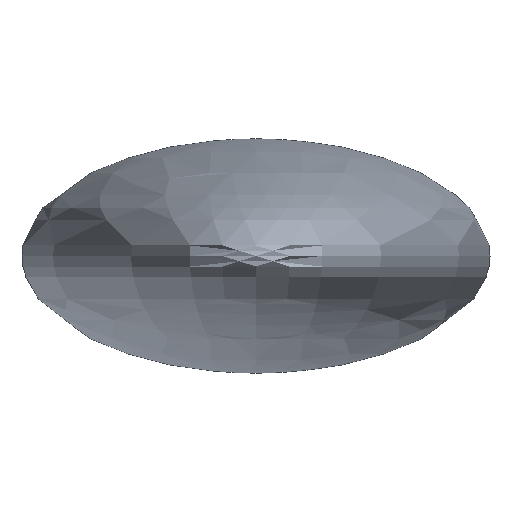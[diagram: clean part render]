
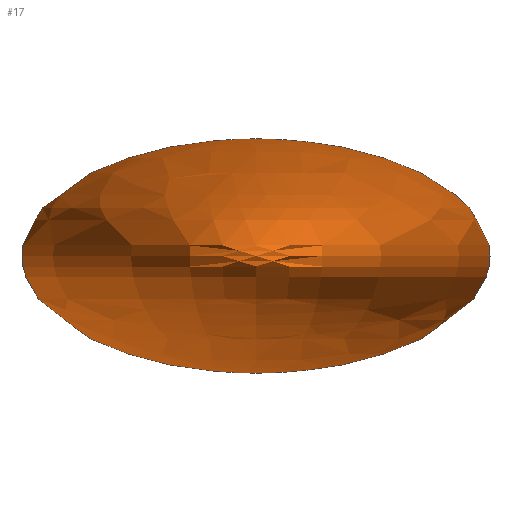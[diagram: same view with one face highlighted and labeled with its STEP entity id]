
A CAD part, left-side view. The second image highlights one B-rep face of the part: STEP entity #17.
In plain terms, the highlighted free-form (B-spline) face has degree [2, 2] with [7, 5] control points.
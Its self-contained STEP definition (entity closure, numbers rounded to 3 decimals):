
#17 = ADVANCED_FACE('',(#18),#22,.T.);
#18 = FACE_BOUND('',#19,.T.);
#19 = VERTEX_LOOP('',#20);
#20 = VERTEX_POINT('',#21);
#21 = CARTESIAN_POINT('',(0.,0.,-0.125)
  );
#22 = ( BOUNDED_SURFACE() B_SPLINE_SURFACE(2,2,(
    (#23,#24,#25,#26,#27)
    ,(#28,#29,#30,#31,#32)
    ,(#33,#34,#35,#36,#37)
    ,(#38,#39,#40,#41,#42)
    ,(#43,#44,#45,#46,#47)
    ,(#48,#49,#50,#51,#52)
    ,(#53,#54,#55,#56,#57
)),.UNSPECIFIED.,.T.,.F.,.F.) B_SPLINE_SURFACE_WITH_KNOTS((1,2,2,2,2,1),
  (3,2,3),(-2.094,0.,2.094,4.189,
    6.283,8.378),(-1.571,0.,1.571),
.UNSPECIFIED.) GEOMETRIC_REPRESENTATION_ITEM() RATIONAL_B_SPLINE_SURFACE
((
    (1.,0.707,1.,0.707,1.)
    ,(0.5,0.354,0.5,0.354,0.5)
    ,(1.,0.707,1.,0.707,1.)
    ,(0.5,0.354,0.5,0.354,0.5)
    ,(1.,0.707,1.,0.707,1.)
    ,(0.5,0.354,0.5,0.354,0.5)
,(1.,0.707,1.,0.707,1.
))) REPRESENTATION_ITEM('') SURFACE() );
#23 = CARTESIAN_POINT('',(0.,0.,-0.125));
#24 = CARTESIAN_POINT('',(1.,0.,-0.125));
#25 = CARTESIAN_POINT('',(1.,0.,0.));
#26 = CARTESIAN_POINT('',(1.,0.,0.125));
#27 = CARTESIAN_POINT('',(0.,0.,0.125));
#28 = CARTESIAN_POINT('',(0.,0.,-0.125)
  );
#29 = CARTESIAN_POINT('',(1.,0.433,-0.125));
#30 = CARTESIAN_POINT('',(1.,0.433,0.));
#31 = CARTESIAN_POINT('',(1.,0.433,0.125));
#32 = CARTESIAN_POINT('',(0.,0.,0.125));
#33 = CARTESIAN_POINT('',(0.,0.,-0.125)
  );
#34 = CARTESIAN_POINT('',(-0.5,0.217,-0.125));
#35 = CARTESIAN_POINT('',(-0.5,0.217,0.));
#36 = CARTESIAN_POINT('',(-0.5,0.217,0.125));
#37 = CARTESIAN_POINT('',(0.,0.,0.125)
  );
#38 = CARTESIAN_POINT('',(0.,0.,-0.125)
  );
#39 = CARTESIAN_POINT('',(-2.,0.,-0.125));
#40 = CARTESIAN_POINT('',(-2.,0.,0.));
#41 = CARTESIAN_POINT('',(-2.,0.,0.125));
#42 = CARTESIAN_POINT('',(0.,0.,0.125)
  );
#43 = CARTESIAN_POINT('',(0.,0.,-0.125
    ));
#44 = CARTESIAN_POINT('',(-0.5,-0.217,-0.125));
#45 = CARTESIAN_POINT('',(-0.5,-0.217,0.));
#46 = CARTESIAN_POINT('',(-0.5,-0.217,0.125));
#47 = CARTESIAN_POINT('',(0.,0.,0.125)
  );
#48 = CARTESIAN_POINT('',(0.,0.,-0.125)
  );
#49 = CARTESIAN_POINT('',(1.,-0.433,-0.125));
#50 = CARTESIAN_POINT('',(1.,-0.433,0.));
#51 = CARTESIAN_POINT('',(1.,-0.433,0.125));
#52 = CARTESIAN_POINT('',(0.,0.,0.125)
  );
#53 = CARTESIAN_POINT('',(0.,0.,-0.125));
#54 = CARTESIAN_POINT('',(1.,0.,-0.125));
#55 = CARTESIAN_POINT('',(1.,0.,0.));
#56 = CARTESIAN_POINT('',(1.,0.,0.125));
#57 = CARTESIAN_POINT('',(0.,0.,0.125));
